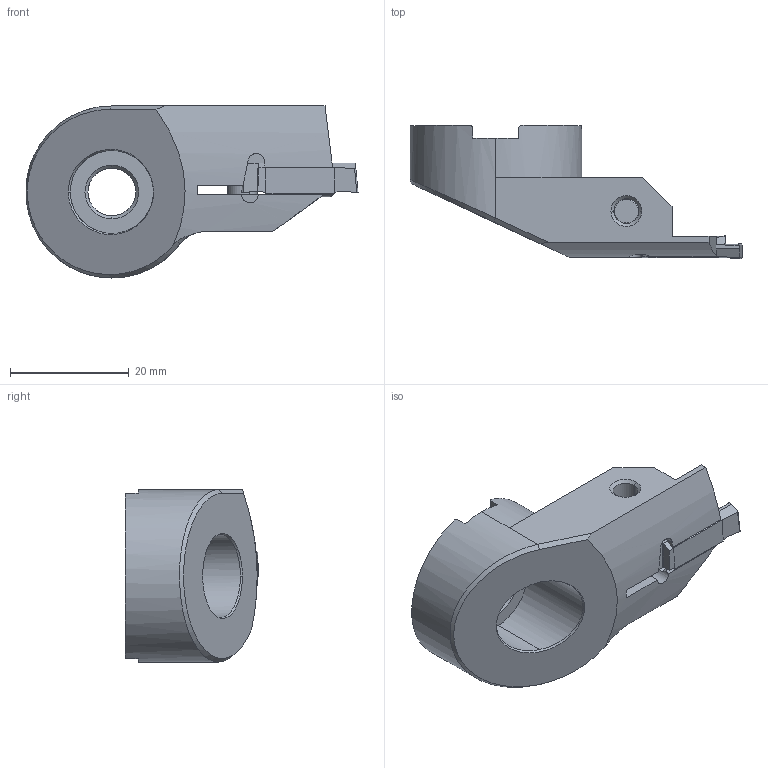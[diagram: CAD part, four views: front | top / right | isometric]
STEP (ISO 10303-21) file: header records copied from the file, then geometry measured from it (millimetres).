
FILE_DESCRIPTION(('no description'),'unknown implementation level');
FILE_NAME('93767D2C-5B7B-49F8-A176-B552AE41863F_export.stp',' ',('CIMSOURCE GmbH'),('CADClick - KiM GmbH - www.kimweb.de'),'unknown preprocess','ACIS','unknown authorization');
FILE_SCHEMA(('automotive_design'));
Length unit declared in the file: millimetre
Products named in the file (3): 626.946 Kaiser ENH 62 S4 88-120 R|958.425 Kaiser NP 4250 P20C_Einstechplatte 4mm;NONE; 626.946 Kaiser ENH 62 S4 88-120 R|626.946 Kaiser ENH 62 S4 88-120 R;Fase21; 626.946 Kaiser ENH 62 S4 88-120 R|690.183 Kaiser ETL M5x12A;Verrundung1
Bounding box: 55.97 x 22.43 x 29 mm (x, y, z)
Volume: 12966.9 mm3; surface area: 6006.3 mm2
Topology: 3 solids, 4 shells, 136 faces, 354 edges, 229 vertices
Faces by surface type: plane 79, cylinder 39, cone 12, bspline 4, torus 2
Entity records: 8793 total; most frequent: CARTESIAN_POINT 1435, STYLED_ITEM 722, PRESENTATION_STYLE_ASSIGNMENT 722, COLOUR_RGB 722, ORIENTED_EDGE 708, DIRECTION 664, EDGE_CURVE 354, CURVE_STYLE 354
